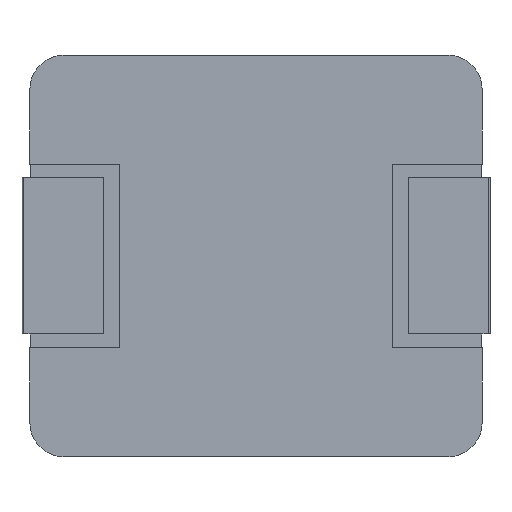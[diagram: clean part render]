
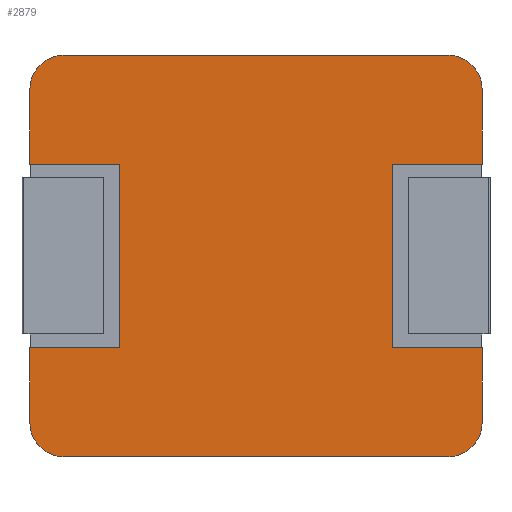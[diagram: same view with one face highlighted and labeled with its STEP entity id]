
A CAD part, front view. The second image highlights one B-rep face of the part: STEP entity #2879.
In plain terms, the highlighted planar face has unit normal (0, -1, 0).
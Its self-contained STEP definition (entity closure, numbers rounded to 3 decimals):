
#15 = EDGE_CURVE ( 'NONE', #2480, #1149, #3139, .T. ) ;
#18 = DIRECTION ( 'NONE',  ( 1., 0., 0. ) ) ;
#49 = CARTESIAN_POINT ( 'NONE',  ( 0., 0., -9.417 ) ) ;
#73 = ORIENTED_EDGE ( 'NONE', *, *, #3743, .F. ) ;
#97 = AXIS2_PLACEMENT_3D ( 'NONE', #3380, #2454, #2771 ) ;
#104 = VERTEX_POINT ( 'NONE', #2322 ) ;
#122 = EDGE_CURVE ( 'NONE', #1956, #1149, #1666, .T. ) ;
#147 = EDGE_CURVE ( 'NONE', #2113, #293, #3066, .T. ) ;
#149 = VERTEX_POINT ( 'NONE', #799 ) ;
#175 = VECTOR ( 'NONE', #4098, 1000. ) ;
#278 = ORIENTED_EDGE ( 'NONE', *, *, #2455, .T. ) ;
#293 = VERTEX_POINT ( 'NONE', #49 ) ;
#324 = CARTESIAN_POINT ( 'NONE',  ( 0., 0., 0. ) ) ;
#343 = ORIENTED_EDGE ( 'NONE', *, *, #1509, .T. ) ;
#345 = EDGE_CURVE ( 'NONE', #1590, #1956, #3260, .T. ) ;
#381 = AXIS2_PLACEMENT_3D ( 'NONE', #1105, #3713, #1796 ) ;
#385 = DIRECTION ( 'NONE',  ( 0., 0., -1. ) ) ;
#405 = VECTOR ( 'NONE', #859, 1000. ) ;
#451 = LINE ( 'NONE', #1459, #3757 ) ;
#461 = EDGE_CURVE ( 'NONE', #2480, #3763, #2850, .T. ) ;
#476 = DIRECTION ( 'NONE',  ( -1., 0., 0. ) ) ;
#555 = EDGE_CURVE ( 'NONE', #293, #1590, #3874, .T. ) ;
#574 = VECTOR ( 'NONE', #18, 1000. ) ;
#620 = VERTEX_POINT ( 'NONE', #2478 ) ;
#622 = CARTESIAN_POINT ( 'NONE',  ( 9.3, 0., -7.5 ) ) ;
#655 = CARTESIAN_POINT ( 'NONE',  ( 0., 0., -10.3 ) ) ;
#657 = CARTESIAN_POINT ( 'NONE',  ( 11.6, 0., -9.417 ) ) ;
#659 = DIRECTION ( 'NONE',  ( 1., 0., 0. ) ) ;
#687 = CARTESIAN_POINT ( 'NONE',  ( 0., 0., 0. ) ) ;
#692 = AXIS2_PLACEMENT_3D ( 'NONE', #2275, #1350, #2924 ) ;
#767 = VERTEX_POINT ( 'NONE', #3180 ) ;
#799 = CARTESIAN_POINT ( 'NONE',  ( 0.883, 0., 0. ) ) ;
#859 = DIRECTION ( 'NONE',  ( -1., 0., 0. ) ) ;
#871 = ORIENTED_EDGE ( 'NONE', *, *, #4095, .F. ) ;
#874 = AXIS2_PLACEMENT_3D ( 'NONE', #324, #1267, #3494 ) ;
#901 = LINE ( 'NONE', #1475, #405 ) ;
#1055 = LINE ( 'NONE', #1958, #3862 ) ;
#1093 = EDGE_CURVE ( 'NONE', #1960, #3126, #2696, .T. ) ;
#1094 = ORIENTED_EDGE ( 'NONE', *, *, #3803, .T. ) ;
#1105 = CARTESIAN_POINT ( 'NONE',  ( 10.717, 0., -9.417 ) ) ;
#1112 = ORIENTED_EDGE ( 'NONE', *, *, #555, .T. ) ;
#1149 = VERTEX_POINT ( 'NONE', #657 ) ;
#1182 = CARTESIAN_POINT ( 'NONE',  ( 0.883, 0., -10.3 ) ) ;
#1225 = CARTESIAN_POINT ( 'NONE',  ( 2.3, 0., -2.8 ) ) ;
#1267 = DIRECTION ( 'NONE',  ( 0., -1., 0. ) ) ;
#1279 = CARTESIAN_POINT ( 'NONE',  ( 11.6, 0., -0.883 ) ) ;
#1287 = ORIENTED_EDGE ( 'NONE', *, *, #345, .T. ) ;
#1350 = DIRECTION ( 'NONE',  ( 0., -1., 0. ) ) ;
#1359 = VECTOR ( 'NONE', #476, 1000. ) ;
#1445 = CIRCLE ( 'NONE', #97, 0.883 ) ;
#1459 = CARTESIAN_POINT ( 'NONE',  ( 0., 0., -7.5 ) ) ;
#1471 = DIRECTION ( 'NONE',  ( 0., 0., -1. ) ) ;
#1475 = CARTESIAN_POINT ( 'NONE',  ( 0., 0., -2.8 ) ) ;
#1509 = EDGE_CURVE ( 'NONE', #104, #3126, #3961, .T. ) ;
#1543 = VECTOR ( 'NONE', #2816, 1000. ) ;
#1590 = VERTEX_POINT ( 'NONE', #1182 ) ;
#1639 = VERTEX_POINT ( 'NONE', #4033 ) ;
#1641 = CARTESIAN_POINT ( 'NONE',  ( 11.6, 0., -7.5 ) ) ;
#1660 = VERTEX_POINT ( 'NONE', #1225 ) ;
#1666 = CIRCLE ( 'NONE', #381, 0.883 ) ;
#1703 = ORIENTED_EDGE ( 'NONE', *, *, #461, .T. ) ;
#1752 = CIRCLE ( 'NONE', #692, 0.883 ) ;
#1758 = VERTEX_POINT ( 'NONE', #1902 ) ;
#1786 = VECTOR ( 'NONE', #3350, 1000. ) ;
#1796 = DIRECTION ( 'NONE',  ( 0., 0., -1. ) ) ;
#1902 = CARTESIAN_POINT ( 'NONE',  ( 10.717, 0., 0. ) ) ;
#1923 = VECTOR ( 'NONE', #3560, 1000. ) ;
#1956 = VERTEX_POINT ( 'NONE', #3433 ) ;
#1958 = CARTESIAN_POINT ( 'NONE',  ( 0., 0., 0. ) ) ;
#1960 = VERTEX_POINT ( 'NONE', #1279 ) ;
#2003 = CARTESIAN_POINT ( 'NONE',  ( 0., 0., -7.5 ) ) ;
#2031 = CARTESIAN_POINT ( 'NONE',  ( 9.3, 0., -2.8 ) ) ;
#2113 = VERTEX_POINT ( 'NONE', #2003 ) ;
#2134 = CARTESIAN_POINT ( 'NONE',  ( 0.883, 0., -9.417 ) ) ;
#2204 = EDGE_CURVE ( 'NONE', #3763, #104, #2624, .T. ) ;
#2275 = CARTESIAN_POINT ( 'NONE',  ( 10.717, 0., -0.883 ) ) ;
#2322 = CARTESIAN_POINT ( 'NONE',  ( 9.3, 0., -2.8 ) ) ;
#2381 = VECTOR ( 'NONE', #385, 1000. ) ;
#2412 = DIRECTION ( 'NONE',  ( 1., 0., 0. ) ) ;
#2454 = DIRECTION ( 'NONE',  ( 0., -1., 0. ) ) ;
#2455 = EDGE_CURVE ( 'NONE', #620, #1639, #3843, .T. ) ;
#2478 = CARTESIAN_POINT ( 'NONE',  ( 0., 0., -0.883 ) ) ;
#2480 = VERTEX_POINT ( 'NONE', #1641 ) ;
#2505 = ORIENTED_EDGE ( 'NONE', *, *, #15, .F. ) ;
#2597 = PLANE ( 'NONE',  #874 ) ;
#2624 = LINE ( 'NONE', #2031, #1786 ) ;
#2629 = CARTESIAN_POINT ( 'NONE',  ( 11.6, 0., -7.5 ) ) ;
#2645 = VECTOR ( 'NONE', #3707, 1000. ) ;
#2696 = LINE ( 'NONE', #3772, #175 ) ;
#2771 = DIRECTION ( 'NONE',  ( 0., 0., -1. ) ) ;
#2802 = ORIENTED_EDGE ( 'NONE', *, *, #3785, .F. ) ;
#2816 = DIRECTION ( 'NONE',  ( 0., 0., 1. ) ) ;
#2850 = LINE ( 'NONE', #2629, #1359 ) ;
#2879 = ADVANCED_FACE ( 'NONE', ( #2947 ), #2597, .T. ) ;
#2916 = ORIENTED_EDGE ( 'NONE', *, *, #147, .T. ) ;
#2924 = DIRECTION ( 'NONE',  ( 0., 0., -1. ) ) ;
#2936 = CARTESIAN_POINT ( 'NONE',  ( 11.6, 0., 0. ) ) ;
#2947 = FACE_OUTER_BOUND ( 'NONE', #3301, .T. ) ;
#3051 = DIRECTION ( 'NONE',  ( 0., -1., 0. ) ) ;
#3066 = LINE ( 'NONE', #3728, #3267 ) ;
#3083 = DIRECTION ( 'NONE',  ( 0., 0., -1. ) ) ;
#3100 = EDGE_CURVE ( 'NONE', #149, #620, #1445, .T. ) ;
#3126 = VERTEX_POINT ( 'NONE', #4093 ) ;
#3139 = LINE ( 'NONE', #2936, #2381 ) ;
#3180 = CARTESIAN_POINT ( 'NONE',  ( 2.3, 0., -7.5 ) ) ;
#3216 = ORIENTED_EDGE ( 'NONE', *, *, #3633, .F. ) ;
#3226 = ORIENTED_EDGE ( 'NONE', *, *, #3100, .T. ) ;
#3260 = LINE ( 'NONE', #655, #574 ) ;
#3267 = VECTOR ( 'NONE', #1471, 1000. ) ;
#3284 = ORIENTED_EDGE ( 'NONE', *, *, #122, .T. ) ;
#3301 = EDGE_LOOP ( 'NONE', ( #2505, #1703, #3672, #343, #3482, #1094, #2802, #3226, #278, #3216, #73, #871, #2916, #1112, #1287, #3284 ) ) ;
#3350 = DIRECTION ( 'NONE',  ( 0., 0., 1. ) ) ;
#3380 = CARTESIAN_POINT ( 'NONE',  ( 0.883, 0., -0.883 ) ) ;
#3433 = CARTESIAN_POINT ( 'NONE',  ( 10.717, 0., -10.3 ) ) ;
#3482 = ORIENTED_EDGE ( 'NONE', *, *, #1093, .F. ) ;
#3494 = DIRECTION ( 'NONE',  ( 0., 0., -1. ) ) ;
#3560 = DIRECTION ( 'NONE',  ( 0., 0., -1. ) ) ;
#3633 = EDGE_CURVE ( 'NONE', #1660, #1639, #901, .T. ) ;
#3672 = ORIENTED_EDGE ( 'NONE', *, *, #2204, .T. ) ;
#3707 = DIRECTION ( 'NONE',  ( 1., 0., 0. ) ) ;
#3713 = DIRECTION ( 'NONE',  ( 0., -1., 0. ) ) ;
#3728 = CARTESIAN_POINT ( 'NONE',  ( 0., 0., 0. ) ) ;
#3743 = EDGE_CURVE ( 'NONE', #767, #1660, #4107, .T. ) ;
#3757 = VECTOR ( 'NONE', #2412, 1000. ) ;
#3763 = VERTEX_POINT ( 'NONE', #622 ) ;
#3772 = CARTESIAN_POINT ( 'NONE',  ( 11.6, 0., 0. ) ) ;
#3785 = EDGE_CURVE ( 'NONE', #149, #1758, #1055, .T. ) ;
#3803 = EDGE_CURVE ( 'NONE', #1960, #1758, #1752, .T. ) ;
#3843 = LINE ( 'NONE', #687, #1923 ) ;
#3862 = VECTOR ( 'NONE', #659, 1000. ) ;
#3874 = CIRCLE ( 'NONE', #3947, 0.883 ) ;
#3947 = AXIS2_PLACEMENT_3D ( 'NONE', #2134, #3051, #3083 ) ;
#3961 = LINE ( 'NONE', #4044, #2645 ) ;
#4033 = CARTESIAN_POINT ( 'NONE',  ( 0., 0., -2.8 ) ) ;
#4044 = CARTESIAN_POINT ( 'NONE',  ( 11.6, 0., -2.8 ) ) ;
#4093 = CARTESIAN_POINT ( 'NONE',  ( 11.6, 0., -2.8 ) ) ;
#4095 = EDGE_CURVE ( 'NONE', #2113, #767, #451, .T. ) ;
#4098 = DIRECTION ( 'NONE',  ( 0., 0., -1. ) ) ;
#4107 = LINE ( 'NONE', #4132, #1543 ) ;
#4132 = CARTESIAN_POINT ( 'NONE',  ( 2.3, 0., -2.8 ) ) ;
